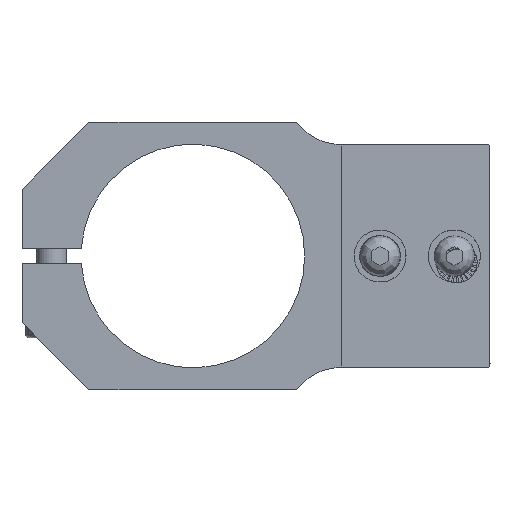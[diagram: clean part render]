
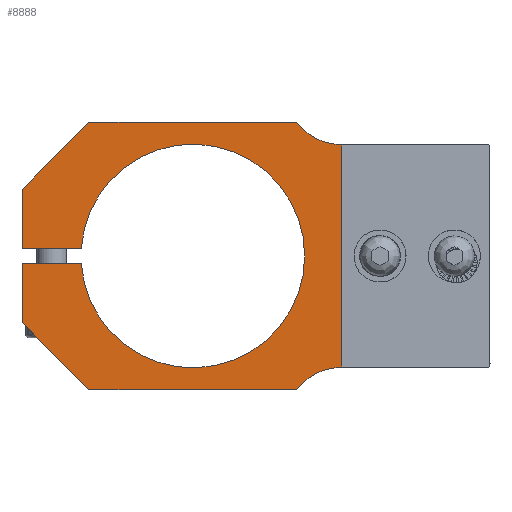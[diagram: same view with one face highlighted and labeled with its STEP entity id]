
A CAD part, front view. The second image highlights one B-rep face of the part: STEP entity #8888.
In plain terms, the highlighted face is planar.
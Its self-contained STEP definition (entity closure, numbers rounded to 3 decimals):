
#8888=ADVANCED_FACE('',(#17826),#17827,.T.);
#17826=FACE_OUTER_BOUND('',#27827,.T.);
#17827=PLANE('',#27828);
#27827=EDGE_LOOP('',(#48903,#48904,#48905,#48906,#48907,#48908,#48909,#48910,#48911,#48912,#48913,#48914,#48915,#48916,#48917,#48918));
#27828=AXIS2_PLACEMENT_3D('',#48919,#48920,#48921);
#48903=ORIENTED_EDGE('',*,*,#58422,.F.);
#48904=ORIENTED_EDGE('',*,*,#58459,.T.);
#48905=ORIENTED_EDGE('',*,*,#58430,.F.);
#48906=ORIENTED_EDGE('',*,*,#58427,.T.);
#48907=ORIENTED_EDGE('',*,*,#58460,.T.);
#48908=ORIENTED_EDGE('',*,*,#58461,.T.);
#48909=ORIENTED_EDGE('',*,*,#58462,.T.);
#48910=ORIENTED_EDGE('',*,*,#58463,.F.);
#48911=ORIENTED_EDGE('',*,*,#58464,.F.);
#48912=ORIENTED_EDGE('',*,*,#58465,.F.);
#48913=ORIENTED_EDGE('',*,*,#58416,.T.);
#48914=ORIENTED_EDGE('',*,*,#58466,.T.);
#48915=ORIENTED_EDGE('',*,*,#58467,.T.);
#48916=ORIENTED_EDGE('',*,*,#58442,.T.);
#48917=ORIENTED_EDGE('',*,*,#58436,.T.);
#48918=ORIENTED_EDGE('',*,*,#58468,.T.);
#48919=CARTESIAN_POINT('',(0.0,3.5,0.0));
#48920=DIRECTION('',(0.0,1.0,0.0));
#48921=DIRECTION('',(0.0,0.0,1.0));
#58416=EDGE_CURVE('',#68646,#68644,#68647,.T.);
#58422=EDGE_CURVE('',#68654,#68656,#68657,.T.);
#58427=EDGE_CURVE('',#68665,#68663,#68666,.T.);
#58430=EDGE_CURVE('',#68665,#68669,#68670,.T.);
#58436=EDGE_CURVE('',#68678,#68676,#68679,.T.);
#58442=EDGE_CURVE('',#68688,#68678,#68689,.T.);
#58459=EDGE_CURVE('',#68654,#68669,#68716,.T.);
#58460=EDGE_CURVE('',#68663,#68717,#68718,.T.);
#58461=EDGE_CURVE('',#68717,#68719,#68720,.T.);
#58462=EDGE_CURVE('',#68719,#68721,#68722,.T.);
#58463=EDGE_CURVE('',#68723,#68721,#68724,.T.);
#58464=EDGE_CURVE('',#68725,#68723,#68726,.T.);
#58465=EDGE_CURVE('',#68646,#68725,#68727,.T.);
#58466=EDGE_CURVE('',#68644,#68728,#68729,.T.);
#58467=EDGE_CURVE('',#68728,#68688,#68730,.T.);
#58468=EDGE_CURVE('',#68676,#68656,#68731,.T.);
#68644=VERTEX_POINT('',#83996);
#68646=VERTEX_POINT('',#83999);
#68647=LINE('',#84000,#84001);
#68654=VERTEX_POINT('',#84011);
#68656=VERTEX_POINT('',#84014);
#68657=LINE('',#84015,#84016);
#68663=VERTEX_POINT('',#84023);
#68665=VERTEX_POINT('',#84026);
#68666=CIRCLE('',#84027,7.5);
#68669=VERTEX_POINT('',#84031);
#68670=LINE('',#84032,#84033);
#68676=VERTEX_POINT('',#84042);
#68678=VERTEX_POINT('',#84045);
#68679=LINE('',#84046,#84047);
#68688=VERTEX_POINT('',#84059);
#68689=CIRCLE('',#84060,7.5);
#68716=LINE('',#84098,#84099);
#68717=VERTEX_POINT('',#84100);
#68718=LINE('',#84101,#84102);
#68719=VERTEX_POINT('',#84103);
#68720=LINE('',#84104,#84105);
#68721=VERTEX_POINT('',#84106);
#68722=LINE('',#84107,#84108);
#68723=VERTEX_POINT('',#84109);
#68724=LINE('',#84110,#84111);
#68725=VERTEX_POINT('',#84112);
#68726=CIRCLE('',#84113,15.05);
#68727=LINE('',#84114,#84115);
#68728=VERTEX_POINT('',#84116);
#68729=LINE('',#84117,#84118);
#68730=LINE('',#84119,#84120);
#68731=LINE('',#84121,#84122);
#83996=CARTESIAN_POINT('',(21.75,3.5,-14.314));
#83999=CARTESIAN_POINT('',(21.75,3.5,-6.314));
#84000=CARTESIAN_POINT('',(21.75,3.5,-14.314));
#84001=VECTOR('',#90998,1.0);
#84011=CARTESIAN_POINT('',(-21.25,3.5,9.436));
#84014=CARTESIAN_POINT('',(-21.25,3.5,-20.064));
#84015=CARTESIAN_POINT('',(-21.25,3.5,9.686));
#84016=VECTOR('',#91003,1.0);
#84023=CARTESIAN_POINT('',(-15.25,3.5,12.686));
#84026=CARTESIAN_POINT('',(-21.25,3.5,9.686));
#84027=AXIS2_PLACEMENT_3D('',#91009,#91010,#91011);
#84031=CARTESIAN_POINT('',(-21.5,3.5,9.686));
#84032=CARTESIAN_POINT('',(-41.25,3.5,9.686));
#84033=VECTOR('',#91013,1.0);
#84042=CARTESIAN_POINT('',(-21.5,3.5,-20.314));
#84045=CARTESIAN_POINT('',(-21.25,3.5,-20.314));
#84046=CARTESIAN_POINT('',(-41.25,3.5,-20.314));
#84047=VECTOR('',#91018,1.0);
#84059=CARTESIAN_POINT('',(-15.25,3.5,-23.314));
#84060=AXIS2_PLACEMENT_3D('',#91025,#91026,#91027);
#84098=CARTESIAN_POINT('',(-21.529,3.5,9.714));
#84099=VECTOR('',#91048,1.0);
#84100=CARTESIAN_POINT('',(12.75,3.5,12.686));
#84101=CARTESIAN_POINT('',(-41.25,3.5,12.686));
#84102=VECTOR('',#91049,1.0);
#84103=CARTESIAN_POINT('',(21.75,3.5,3.686));
#84104=CARTESIAN_POINT('',(12.75,3.5,12.686));
#84105=VECTOR('',#91050,1.0);
#84106=CARTESIAN_POINT('',(21.75,3.5,-4.314));
#84107=CARTESIAN_POINT('',(21.75,3.5,-14.314));
#84108=VECTOR('',#91051,1.0);
#84109=CARTESIAN_POINT('',(13.767,3.5,-4.314));
#84110=CARTESIAN_POINT('',(0.,3.5,-4.314));
#84111=VECTOR('',#91052,1.0);
#84112=CARTESIAN_POINT('',(13.767,3.5,-6.314));
#84113=AXIS2_PLACEMENT_3D('',#91053,#91054,#91055);
#84114=CARTESIAN_POINT('',(0.0,3.5,-6.314));
#84115=VECTOR('',#91056,1.0);
#84116=CARTESIAN_POINT('',(12.75,3.5,-23.314));
#84117=CARTESIAN_POINT('',(12.75,3.5,-23.314));
#84118=VECTOR('',#91057,1.0);
#84119=CARTESIAN_POINT('',(12.75,3.5,-23.314));
#84120=VECTOR('',#91058,1.0);
#84121=CARTESIAN_POINT('',(-21.529,3.5,-20.343));
#84122=VECTOR('',#91059,1.0);
#90998=DIRECTION('',(0.0,0.0,-1.0));
#91003=DIRECTION('',(0.,0.0,-1.0));
#91009=CARTESIAN_POINT('',(-21.25,3.5,17.186));
#91010=DIRECTION('',(0.0,-1.0,0.0));
#91011=DIRECTION('',(0.0,0.0,-1.0));
#91013=DIRECTION('',(-1.0,0.0,0.));
#91018=DIRECTION('',(-1.0,0.0,0.0));
#91025=CARTESIAN_POINT('',(-21.25,3.5,-27.814));
#91026=DIRECTION('',(0.0,-1.0,0.0));
#91027=DIRECTION('',(0.0,0.0,-1.0));
#91048=DIRECTION('',(-0.707,0.0,0.707));
#91049=DIRECTION('',(1.0,0.0,0.0));
#91050=DIRECTION('',(0.707,0.0,-0.707));
#91051=DIRECTION('',(0.0,0.0,-1.0));
#91052=DIRECTION('',(1.0,0.0,0.));
#91053=CARTESIAN_POINT('',(-1.25,3.5,-5.314));
#91054=DIRECTION('',(0.0,1.0,0.0));
#91055=DIRECTION('',(0.0,0.0,1.0));
#91056=DIRECTION('',(-1.0,0.0,0.0));
#91057=DIRECTION('',(-0.707,0.0,-0.707));
#91058=DIRECTION('',(-1.0,0.0,0.0));
#91059=DIRECTION('',(0.707,0.0,0.707));
